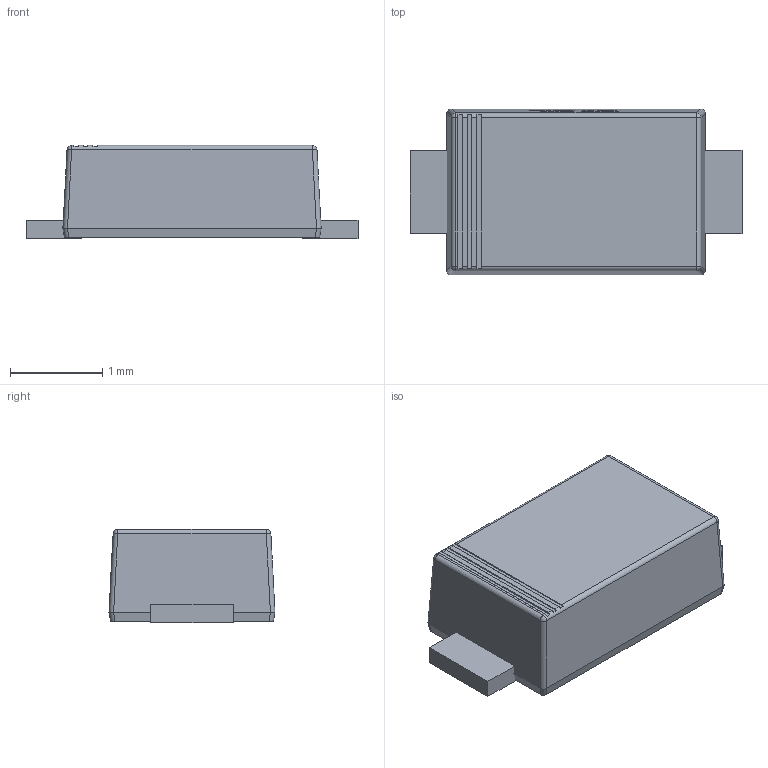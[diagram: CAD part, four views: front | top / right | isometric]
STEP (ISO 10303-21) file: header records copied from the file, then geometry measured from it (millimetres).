
FILE_DESCRIPTION (( 'STEP AP214' ), '1' );
FILE_NAME ('SOD-123FL_L2.8-W1.8-LS3.8-RD.step', '2022-07-29T07:44:19', ( '' ), ( '' ), 'SwSTEP 2.0', 'SolidWorks 2020', '' );
FILE_SCHEMA (( 'AUTOMOTIVE_DESIGN' ));
Length unit declared in the file: millimetre
Products named in the file (1): SOD-123FL_L2.8-W1.8-LS3.8-RD
Bounding box: 3.6 x 1.8 x 1.01 mm (x, y, z)
Volume: 5 mm3; surface area: 21.8 mm2
Topology: 3 solids, 3 shells, 274 faces, 735 edges, 486 vertices
Faces by surface type: plane 160, bspline 98, cylinder 12, sphere 4
Entity records: 12065 total; most frequent: CARTESIAN_POINT 2850, ORIENTED_EDGE 1470, DIRECTION 897, EDGE_CURVE 735, VECTOR 495, LINE 495, VERTEX_POINT 486, EDGE_LOOP 293
